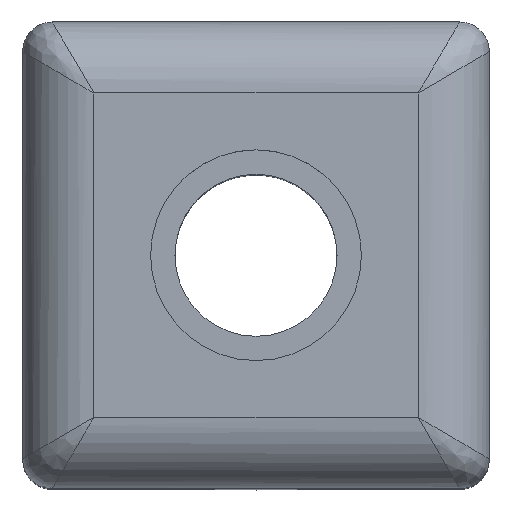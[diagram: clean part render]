
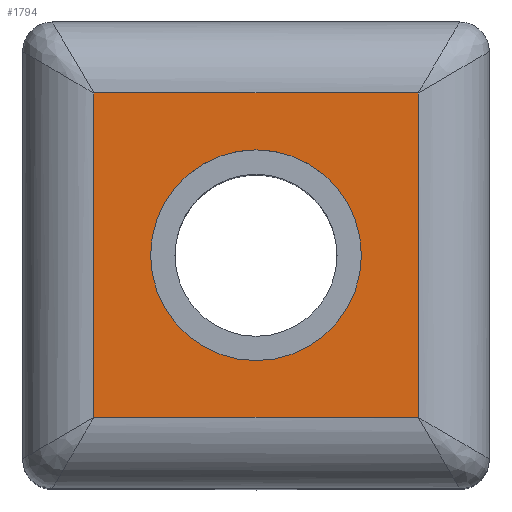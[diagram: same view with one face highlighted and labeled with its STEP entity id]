
A CAD part, top view. The second image highlights one B-rep face of the part: STEP entity #1794.
In plain terms, the highlighted planar face has unit normal (0, 0, 1).
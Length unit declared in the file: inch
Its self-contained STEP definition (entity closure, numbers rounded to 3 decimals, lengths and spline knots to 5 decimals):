
#45=FACE_BOUND('',#603,.T.);
#166=LINE('',#3034,#327);
#167=LINE('',#3036,#328);
#168=LINE('',#3038,#329);
#169=LINE('',#3039,#330);
#327=VECTOR('',#2366,0.3937);
#328=VECTOR('',#2367,0.3937);
#329=VECTOR('',#2368,0.3937);
#330=VECTOR('',#2369,0.3937);
#491=FACE_OUTER_BOUND('',#602,.T.);
#602=EDGE_LOOP('',(#1434,#1435,#1436,#1437));
#603=EDGE_LOOP('',(#1438));
#703=CIRCLE('',#1971,0.07);
#831=VERTEX_POINT('',#3032);
#832=VERTEX_POINT('',#3033);
#833=VERTEX_POINT('',#3035);
#834=VERTEX_POINT('',#3037);
#835=VERTEX_POINT('',#3040);
#1043=EDGE_CURVE('',#831,#832,#166,.T.);
#1044=EDGE_CURVE('',#833,#831,#167,.T.);
#1045=EDGE_CURVE('',#834,#833,#168,.T.);
#1046=EDGE_CURVE('',#832,#834,#169,.T.);
#1047=EDGE_CURVE('',#835,#835,#703,.T.);
#1434=ORIENTED_EDGE('',*,*,#1043,.F.);
#1435=ORIENTED_EDGE('',*,*,#1044,.F.);
#1436=ORIENTED_EDGE('',*,*,#1045,.F.);
#1437=ORIENTED_EDGE('',*,*,#1046,.F.);
#1438=ORIENTED_EDGE('',*,*,#1047,.T.);
#1713=PLANE('',#1970);
#1794=ADVANCED_FACE('',(#491,#45),#1713,.T.);
#1970=AXIS2_PLACEMENT_3D('',#3031,#2364,#2365);
#1971=AXIS2_PLACEMENT_3D('',#3041,#2370,#2371);
#2364=DIRECTION('center_axis',(0.,0.,1.));
#2365=DIRECTION('ref_axis',(1.,0.,0.));
#2366=DIRECTION('',(0.,-1.,0.));
#2367=DIRECTION('',(1.,0.,0.));
#2368=DIRECTION('',(0.,1.,0.));
#2369=DIRECTION('',(-1.,0.,0.));
#2370=DIRECTION('center_axis',(0.,0.,-1.));
#2371=DIRECTION('ref_axis',(-1.,0.,0.));
#3031=CARTESIAN_POINT('Origin',(0.,0.,0.4));
#3032=CARTESIAN_POINT('',(0.10776,0.10776,0.4));
#3033=CARTESIAN_POINT('',(0.10776,-0.10776,0.4));
#3034=CARTESIAN_POINT('',(0.10776,-0.06766,0.4));
#3035=CARTESIAN_POINT('',(-0.10776,0.10776,0.4));
#3036=CARTESIAN_POINT('',(0.06766,0.10776,0.4));
#3037=CARTESIAN_POINT('',(-0.10776,-0.10776,0.4));
#3038=CARTESIAN_POINT('',(-0.10776,0.06766,0.4));
#3039=CARTESIAN_POINT('',(-0.06766,-0.10776,0.4));
#3040=CARTESIAN_POINT('',(0.07,0.,0.4));
#3041=CARTESIAN_POINT('Origin',(0.,0.,0.4));
